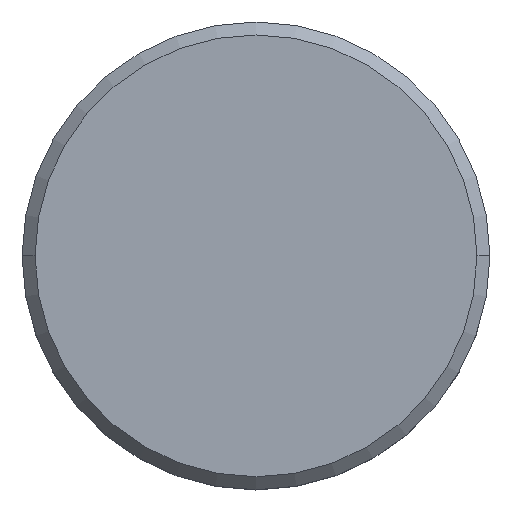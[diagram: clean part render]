
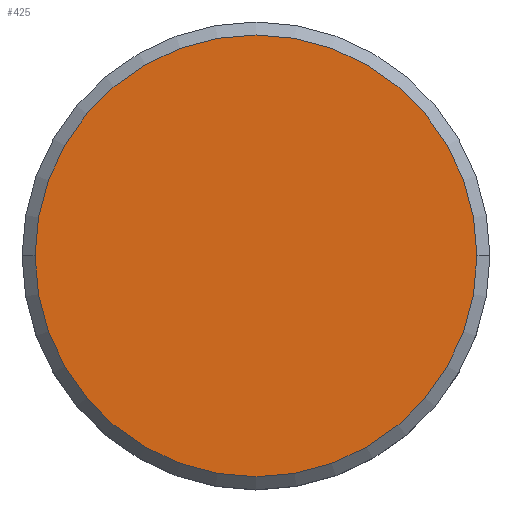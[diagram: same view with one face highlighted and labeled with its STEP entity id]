
A CAD part, top view. The second image highlights one B-rep face of the part: STEP entity #425.
In plain terms, the highlighted planar face has unit normal (0, 0, 1).
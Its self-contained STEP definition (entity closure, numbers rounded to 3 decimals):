
#46 = EDGE_LOOP ( 'NONE', ( #71, #455 ) ) ;
#65 = CARTESIAN_POINT ( 'NONE',  ( 0., 0., 0. ) ) ;
#71 = ORIENTED_EDGE ( 'NONE', *, *, #390, .T. ) ;
#108 = CARTESIAN_POINT ( 'NONE',  ( -8.5, 0., 0. ) ) ;
#112 = VERTEX_POINT ( 'NONE', #475 ) ;
#165 = AXIS2_PLACEMENT_3D ( 'NONE', #569, #199, #386 ) ;
#199 = DIRECTION ( 'NONE',  ( 0., 0., 1. ) ) ;
#251 = FACE_OUTER_BOUND ( 'NONE', #46, .T. ) ;
#255 = DIRECTION ( 'NONE',  ( 1., 0., 0. ) ) ;
#271 = EDGE_CURVE ( 'NONE', #112, #414, #486, .T. ) ;
#300 = CARTESIAN_POINT ( 'NONE',  ( 0., 0., 0. ) ) ;
#319 = AXIS2_PLACEMENT_3D ( 'NONE', #300, #462, #380 ) ;
#380 = DIRECTION ( 'NONE',  ( 1., 0., 0. ) ) ;
#386 = DIRECTION ( 'NONE',  ( 1., 0., 0. ) ) ;
#390 = EDGE_CURVE ( 'NONE', #414, #112, #436, .T. ) ;
#414 = VERTEX_POINT ( 'NONE', #108 ) ;
#424 = DIRECTION ( 'NONE',  ( 0., 0., 1. ) ) ;
#425 = ADVANCED_FACE ( 'NONE', ( #251 ), #464, .T. ) ;
#436 = CIRCLE ( 'NONE', #319, 8.5 ) ;
#455 = ORIENTED_EDGE ( 'NONE', *, *, #271, .T. ) ;
#462 = DIRECTION ( 'NONE',  ( 0., 0., 1. ) ) ;
#464 = PLANE ( 'NONE',  #478 ) ;
#475 = CARTESIAN_POINT ( 'NONE',  ( 8.5, 0., 0. ) ) ;
#478 = AXIS2_PLACEMENT_3D ( 'NONE', #65, #424, #255 ) ;
#486 = CIRCLE ( 'NONE', #165, 8.5 ) ;
#569 = CARTESIAN_POINT ( 'NONE',  ( 0., 0., 0. ) ) ;
